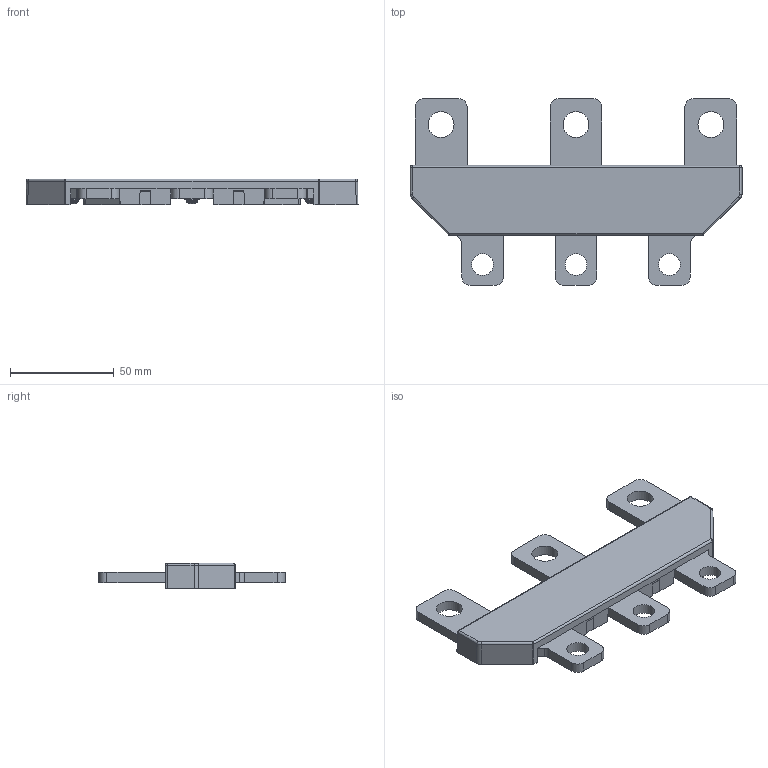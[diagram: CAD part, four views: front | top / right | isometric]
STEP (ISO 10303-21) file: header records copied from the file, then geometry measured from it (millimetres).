
FILE_DESCRIPTION(/* description */ (''),/* implementation_level */ '2;1');
FILE_NAME(/* name */ 'FILE_STP_CAD_DRAWING_3d_BFX3683_prt.stp',/* time_stamp */ '2023-03-03T13:37:30+01:00',/* author */ (''),/* organization */ (''),/* preprocessor_version */ 'ST-DEVELOPER v16.7',/* originating_system */ 'SIEMENS PLM Software NX 12.0',/* authorisation */ '');
FILE_SCHEMA (('AUTOMOTIVE_DESIGN { 1 0 10303 214 3 1 1 1 }'));
Length unit declared in the file: millimetre
Products named in the file (1): 3d_BFX3683
Bounding box: 160 x 90 x 12.5 mm (x, y, z)
Surface area: 34162.5 mm2 (no closed solid volume)
Topology: 0 solids, 13 shells, 495 faces, 1392 edges, 901 vertices
Faces by surface type: plane 193, cylinder 154, bspline 102, cone 18, torus 18, sphere 10
Full cylindrical faces by diameter (mm): 3.1 x3, 3.2 x3, 7 x3, 10.5 x3, 12.5 x3
Entity records: 24136 total; most frequent: CARTESIAN_POINT 12310, ORIENTED_EDGE 2597, DIRECTION 2184, EDGE_CURVE 1361, VERTEX_POINT 898, AXIS2_PLACEMENT_3D 789, LINE 606, VECTOR 606
